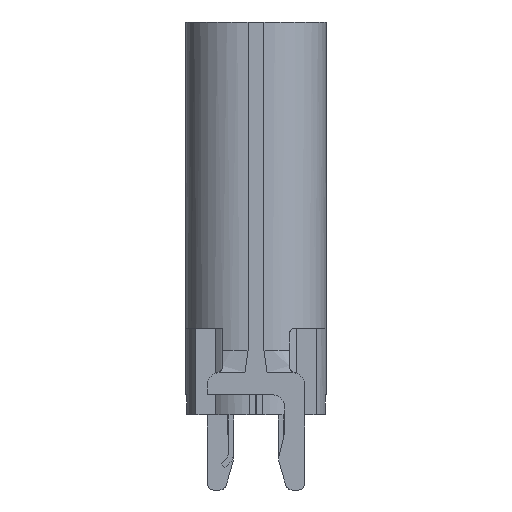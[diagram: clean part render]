
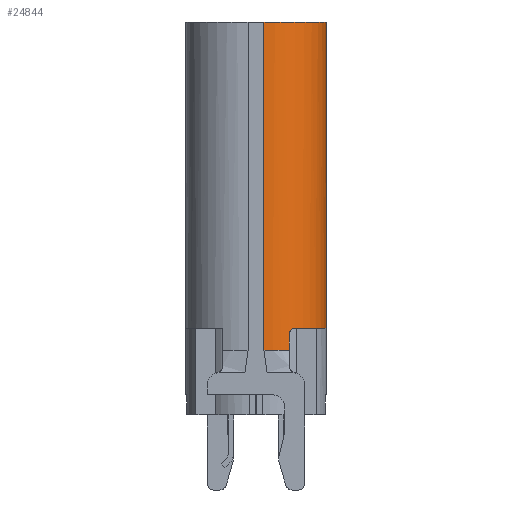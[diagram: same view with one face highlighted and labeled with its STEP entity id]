
A CAD part, left-side view. The second image highlights one B-rep face of the part: STEP entity #24844.
In plain terms, the highlighted cylindrical face has radius 1.4 mm (diameter 2.8 mm), a partial arc.
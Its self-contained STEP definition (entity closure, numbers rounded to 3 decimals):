
#1150=CARTESIAN_POINT('',(-113.07,-2.231,-41.093));
#1151=DIRECTION('',(0.,0.,-1.));
#1152=DIRECTION('',(0.,-1.,0.));
#1153=AXIS2_PLACEMENT_3D('',#1150,#1151,#1152);
#1390=CARTESIAN_POINT('',(-113.07,-2.231,-47.993));
#1391=DIRECTION('',(0.,0.,1.));
#1392=DIRECTION('',(-0.864,-0.503,0.));
#1393=AXIS2_PLACEMENT_3D('',#1390,#1391,#1392);
#1400=CARTESIAN_POINT('',(-114.28,-2.935,
-47.993));
#1401=CARTESIAN_POINT('',(-114.288,-2.921,
-47.993));
#1402=CARTESIAN_POINT('',(-114.303,-2.894,
-47.998));
#1403=CARTESIAN_POINT('',(-114.323,-2.856,
-48.02));
#1404=CARTESIAN_POINT('',(-114.338,-2.826,
-48.053));
#1405=CARTESIAN_POINT('',(-114.347,-2.806,-48.096));
#1406=CARTESIAN_POINT('',(-114.349,-2.801,
-48.127));
#1407=CARTESIAN_POINT('',(-114.349,-2.801,
-48.143));
#1409=DIRECTION('',(0.,0.,-1.));
#1410=VECTOR('',#1409,0.35);
#1411=CARTESIAN_POINT('',(-114.349,-2.801,
-48.143));
#1412=LINE('',#1411,#1410);
#1413=DIRECTION('',(0.,0.,1.));
#1414=VECTOR('',#1413,7.4);
#1415=CARTESIAN_POINT('',(-114.47,-2.231,-48.493));
#1416=LINE('',#1415,#1414);
#1417=DIRECTION('',(0.,0.,-1.));
#1418=VECTOR('',#1417,6.9);
#1419=CARTESIAN_POINT('',(-113.07,-3.631,-41.093));
#1420=LINE('',#1419,#1418);
#1439=CARTESIAN_POINT('',(-113.07,-2.231,-48.493));
#1440=DIRECTION('',(0.,0.,1.));
#1441=DIRECTION('',(-1.,0.,0.));
#1442=AXIS2_PLACEMENT_3D('',#1439,#1440,#1441);
#1711=CARTESIAN_POINT('',(-113.07,-2.231,-47.993));
#1712=DIRECTION('',(0.,0.,1.));
#1713=DIRECTION('',(-0.093,-0.996,0.));
#1714=AXIS2_PLACEMENT_3D('',#1711,#1712,#1713);
#3846=CARTESIAN_POINT('',(-113.07,-2.231,-47.993));
#3847=DIRECTION('',(0.,0.,1.));
#3848=DIRECTION('',(-0.557,-0.83,0.));
#3849=AXIS2_PLACEMENT_3D('',#3846,#3847,#3848);
#22338=CARTESIAN_POINT('',(-114.349,-2.801,
-48.143));
#22339=VERTEX_POINT('',#22338);
#22342=CARTESIAN_POINT('',(-114.349,-2.801,
-48.493));
#22343=VERTEX_POINT('',#22342);
#22344=CARTESIAN_POINT('',(-114.28,-2.935,
-47.993));
#22345=VERTEX_POINT('',#22344);
#22346=CARTESIAN_POINT('',(-113.85,-3.394,
-47.993));
#22347=VERTEX_POINT('',#22346);
#22348=CARTESIAN_POINT('',(-114.47,-2.231,-48.493));
#22349=VERTEX_POINT('',#22348);
#22350=CARTESIAN_POINT('',(-113.2,-3.625,
-47.993));
#22351=CARTESIAN_POINT('',(-113.07,-3.631,
-47.993));
#22352=VERTEX_POINT('',#22350);
#22353=VERTEX_POINT('',#22351);
#23341=CARTESIAN_POINT('',(-113.07,-3.631,-41.093));
#23342=VERTEX_POINT('',#23341);
#23343=CARTESIAN_POINT('',(-114.47,-2.231,-41.093));
#23344=VERTEX_POINT('',#23343);
#24824=CARTESIAN_POINT('',(-113.07,-2.231,-48.673));
#24825=DIRECTION('',(0.,0.,1.));
#24826=DIRECTION('',(1.,0.,0.));
#24827=AXIS2_PLACEMENT_3D('',#24824,#24825,#24826);
#24828=CYLINDRICAL_SURFACE('',#24827,1.4);
#24829=ORIENTED_EDGE('',*,*,#24816,.F.);
#24830=ORIENTED_EDGE('',*,*,#24805,.T.);
#24831=ORIENTED_EDGE('',*,*,#24791,.T.);
#24833=ORIENTED_EDGE('',*,*,#24832,.F.);
#24834=ORIENTED_EDGE('',*,*,#24302,.T.);
#24835=ORIENTED_EDGE('',*,*,#24621,.F.);
#24837=ORIENTED_EDGE('',*,*,#24836,.T.);
#24839=ORIENTED_EDGE('',*,*,#24838,.F.);
#24841=ORIENTED_EDGE('',*,*,#24840,.F.);
#24842=EDGE_LOOP('',(#24829,#24830,#24831,#24833,#24834,#24835,#24837,#24839,
#24841));
#24843=FACE_OUTER_BOUND('',#24842,.F.);
#24844=ADVANCED_FACE('',(#24843),#24828,.T.);
#1154=CIRCLE('',#1153,1.4);
#1394=CIRCLE('',#1393,1.4);
#1408=B_SPLINE_CURVE_WITH_KNOTS('',3,(#1400,#1401,#1402,#1403,#1404,#1405,#1406,
#1407),.UNSPECIFIED.,.F.,.F.,(4,1,1,1,1,4),(0.,0.2,0.4,0.6,0.8,1.),
.UNSPECIFIED.);
#1443=CIRCLE('',#1442,1.4);
#1715=CIRCLE('',#1714,1.4);
#3850=CIRCLE('',#3849,1.4);
#24302=EDGE_CURVE('',#22349,#23344,#1416,.T.);
#24621=EDGE_CURVE('',#23342,#23344,#1154,.T.);
#24791=EDGE_CURVE('',#22339,#22343,#1412,.T.);
#24805=EDGE_CURVE('',#22345,#22339,#1408,.T.);
#24816=EDGE_CURVE('',#22345,#22347,#1394,.T.);
#24832=EDGE_CURVE('',#22349,#22343,#1443,.T.);
#24836=EDGE_CURVE('',#23342,#22353,#1420,.T.);
#24838=EDGE_CURVE('',#22352,#22353,#1715,.T.);
#24840=EDGE_CURVE('',#22347,#22352,#3850,.T.);
